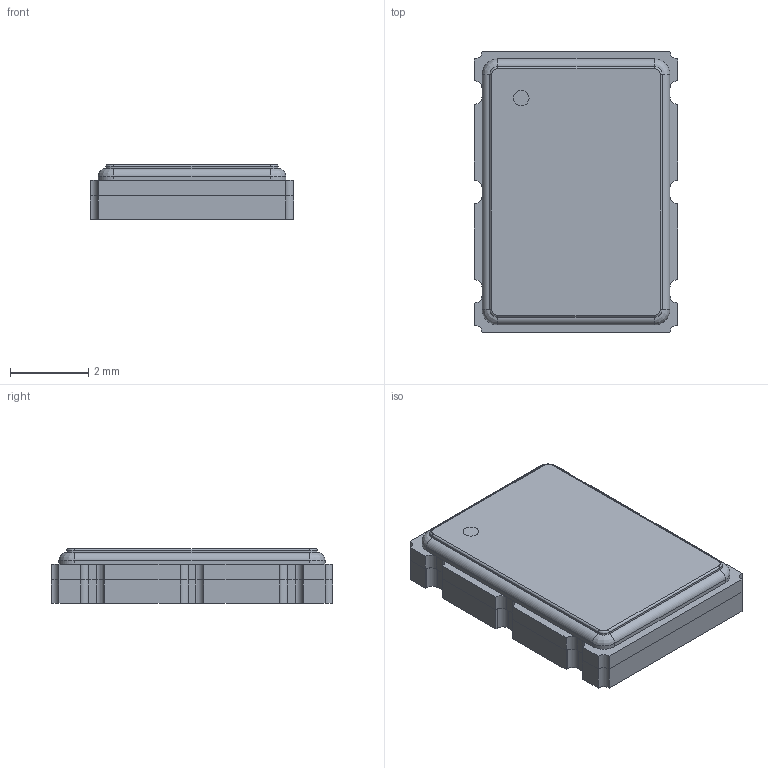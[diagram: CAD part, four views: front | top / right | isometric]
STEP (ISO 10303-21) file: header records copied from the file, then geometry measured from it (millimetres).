
FILE_DESCRIPTION((''),'2;1');
FILE_NAME('OSC_EPSON_EG-2102CA.stp','2011-11-08T11:04:18',(''),(''),'Mechanical Desktop 2011','Mechanical Desktop 2011',', , ');
FILE_SCHEMA(('AUTOMOTIVE_DESIGN { 1 2 10303 214 1 1 1 1 }'));
Length unit declared in the file: millimetre
Products named in the file (1): Product
Bounding box: 5.2 x 7.2 x 1.4 mm (x, y, z)
Surface area: 391.5 mm2
Topology: 20 solids, 20 shells, 285 faces, 716 edges, 472 vertices
Faces by surface type: plane 120, bspline 109, cylinder 52, torus 4
Entity records: 8904 total; most frequent: CARTESIAN_POINT 2217, ORIENTED_EDGE 1432, DIRECTION 1218, EDGE_CURVE 716, VECTOR 568, LINE 568, VERTEX_POINT 472, AXIS2_PLACEMENT_3D 325
